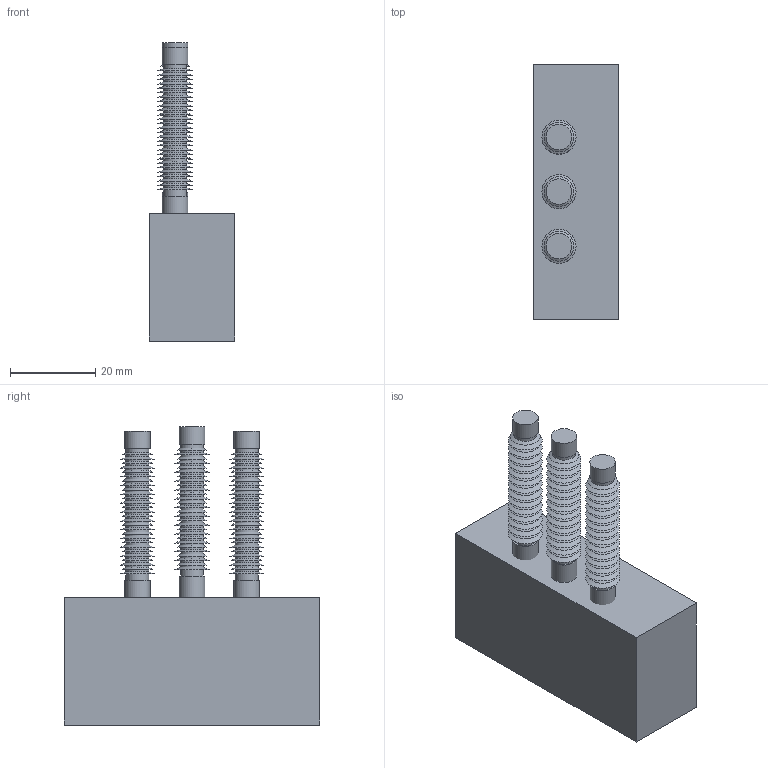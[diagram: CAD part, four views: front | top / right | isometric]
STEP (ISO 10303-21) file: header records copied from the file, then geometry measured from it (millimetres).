
FILE_DESCRIPTION(('Open CASCADE Model'),'2;1');
FILE_NAME('Open CASCADE Shape Model','2017-07-11T09:41:23',('Author'),( 'Open CASCADE'),'Open CASCADE STEP processor 6.9','Open CASCADE 6.9' ,'Unknown');
FILE_SCHEMA(('AUTOMOTIVE_DESIGN { 1 0 10303 214 1 1 1 1 }'));
Length unit declared in the file: millimetre
Products named in the file (4): Open CASCADE STEP translator 6.9 1; Open CASCADE STEP translator 6.9 2; Open CASCADE STEP translator 6.9 3; Open CASCADE STEP translator 6.9 4
Bounding box: 20 x 60 x 70 mm (x, y, z)
Volume: 39357 mm3; surface area: 12556 mm2
Topology: 4 solids, 4 shells, 279 faces, 459 edges, 278 vertices
Faces by surface type: plane 102, cylinder 93, cone 84
Full cylindrical faces by diameter (mm): 5.4 x87, 6 x6
Entity records: 12472 total; most frequent: DIRECTION 2207, CARTESIAN_POINT 1935, LINE 921, VECTOR 921, ORIENTED_EDGE 918, PCURVE 918, DEFINITIONAL_REPRESENTATION 918, AXIS2_PLACEMENT_3D 550
